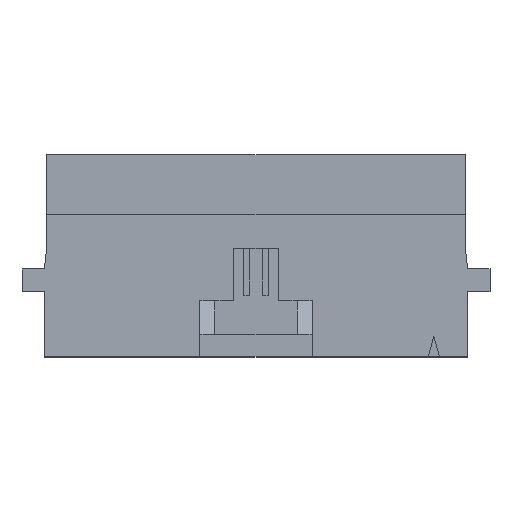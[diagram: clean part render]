
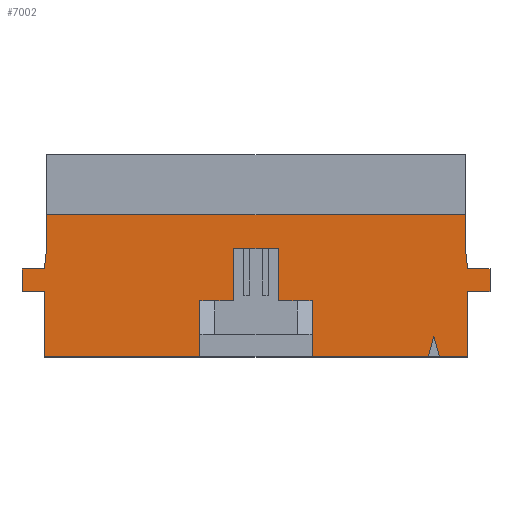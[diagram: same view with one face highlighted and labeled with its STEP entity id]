
A CAD part, top view. The second image highlights one B-rep face of the part: STEP entity #7002.
In plain terms, the highlighted planar face has unit normal (0, 0, 1).
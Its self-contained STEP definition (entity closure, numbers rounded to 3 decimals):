
#340=FACE_OUTER_BOUND($,#835,.T.);
#835=EDGE_LOOP($,(#4903,#4904,#4905,#4906,#4907,#4908,#4909,#4910,#4911,
#4912,#4913,#4914,#4915,#4916,#4917,#4918,#4919,#4920,#4921,#4922,#4923,
#4924,#4925,#4926,#4927,#4928,#4929));
#1401=LINE($,#10433,#2244);
#1405=LINE($,#10441,#2248);
#1409=LINE($,#10449,#2252);
#1481=LINE($,#10618,#2324);
#1494=LINE($,#10643,#2337);
#1497=LINE($,#10649,#2340);
#1500=LINE($,#10654,#2343);
#1501=LINE($,#10656,#2344);
#1502=LINE($,#10659,#2345);
#1503=LINE($,#10661,#2346);
#1504=LINE($,#10663,#2347);
#1505=LINE($,#10665,#2348);
#1506=LINE($,#10667,#2349);
#1507=LINE($,#10669,#2350);
#1508=LINE($,#10671,#2351);
#1509=LINE($,#10673,#2352);
#1510=LINE($,#10675,#2353);
#1511=LINE($,#10677,#2354);
#1512=LINE($,#10679,#2355);
#1513=LINE($,#10681,#2356);
#1514=LINE($,#10683,#2357);
#1515=LINE($,#10684,#2358);
#1516=LINE($,#10686,#2359);
#1517=LINE($,#10687,#2360);
#1518=LINE($,#10689,#2361);
#1519=LINE($,#10690,#2362);
#1520=LINE($,#10691,#2363);
#2244=VECTOR($,#8336,1.905);
#2248=VECTOR($,#8340,7.874);
#2252=VECTOR($,#8344,10.541);
#2324=VECTOR($,#8492,3.556);
#2337=VECTOR($,#8507,3.048);
#2340=VECTOR($,#8512,3.556);
#2343=VECTOR($,#8519,1.27);
#2344=VECTOR($,#8522,1.27);
#2345=VECTOR($,#8525,1.472);
#2346=VECTOR($,#8526,4.445);
#2347=VECTOR($,#8527,1.524);
#2348=VECTOR($,#8528,1.524);
#2349=VECTOR($,#8529,1.524);
#2350=VECTOR($,#8530,1.458);
#2351=VECTOR($,#8531,2.233);
#2352=VECTOR($,#8532,28.397);
#2353=VECTOR($,#8533,2.233);
#2354=VECTOR($,#8534,1.458);
#2355=VECTOR($,#8535,1.524);
#2356=VECTOR($,#8536,1.524);
#2357=VECTOR($,#8537,1.524);
#2358=VECTOR($,#8538,4.445);
#2359=VECTOR($,#8539,3.81);
#2360=VECTOR($,#8540,1.016);
#2361=VECTOR($,#8541,1.016);
#2362=VECTOR($,#8542,3.81);
#2363=VECTOR($,#8543,1.472);
#3080=VERTEX_POINT($,#10430);
#3081=VERTEX_POINT($,#10432);
#3084=VERTEX_POINT($,#10438);
#3085=VERTEX_POINT($,#10440);
#3088=VERTEX_POINT($,#10446);
#3089=VERTEX_POINT($,#10448);
#3139=VERTEX_POINT($,#10591);
#3144=VERTEX_POINT($,#10605);
#3147=VERTEX_POINT($,#10615);
#3148=VERTEX_POINT($,#10617);
#3159=VERTEX_POINT($,#10642);
#3161=VERTEX_POINT($,#10648);
#3162=VERTEX_POINT($,#10658);
#3163=VERTEX_POINT($,#10660);
#3164=VERTEX_POINT($,#10662);
#3165=VERTEX_POINT($,#10664);
#3166=VERTEX_POINT($,#10666);
#3167=VERTEX_POINT($,#10668);
#3168=VERTEX_POINT($,#10670);
#3169=VERTEX_POINT($,#10672);
#3170=VERTEX_POINT($,#10674);
#3171=VERTEX_POINT($,#10676);
#3172=VERTEX_POINT($,#10678);
#3173=VERTEX_POINT($,#10680);
#3174=VERTEX_POINT($,#10682);
#3175=VERTEX_POINT($,#10685);
#3176=VERTEX_POINT($,#10688);
#3746=EDGE_CURVE($,#3081,#3080,#1401,.T.);
#3750=EDGE_CURVE($,#3085,#3084,#1405,.T.);
#3754=EDGE_CURVE($,#3089,#3088,#1409,.T.);
#3839=EDGE_CURVE($,#3147,#3148,#1481,.T.);
#3852=EDGE_CURVE($,#3148,#3159,#1494,.T.);
#3855=EDGE_CURVE($,#3159,#3161,#1497,.T.);
#3858=EDGE_CURVE($,#3139,#3161,#1500,.T.);
#3859=EDGE_CURVE($,#3147,#3144,#1501,.T.);
#3860=EDGE_CURVE($,#3081,#3162,#1502,.T.);
#3861=EDGE_CURVE($,#3080,#3163,#1503,.T.);
#3862=EDGE_CURVE($,#3163,#3164,#1504,.T.);
#3863=EDGE_CURVE($,#3164,#3165,#1505,.T.);
#3864=EDGE_CURVE($,#3165,#3166,#1506,.T.);
#3865=EDGE_CURVE($,#3166,#3167,#1507,.T.);
#3866=EDGE_CURVE($,#3167,#3168,#1508,.T.);
#3867=EDGE_CURVE($,#3169,#3168,#1509,.T.);
#3868=EDGE_CURVE($,#3169,#3170,#1510,.T.);
#3869=EDGE_CURVE($,#3170,#3171,#1511,.T.);
#3870=EDGE_CURVE($,#3171,#3172,#1512,.T.);
#3871=EDGE_CURVE($,#3172,#3173,#1513,.T.);
#3872=EDGE_CURVE($,#3173,#3174,#1514,.T.);
#3873=EDGE_CURVE($,#3174,#3089,#1515,.T.);
#3874=EDGE_CURVE($,#3088,#3175,#1516,.T.);
#3875=EDGE_CURVE($,#3175,#3139,#1517,.T.);
#3876=EDGE_CURVE($,#3144,#3176,#1518,.T.);
#3877=EDGE_CURVE($,#3085,#3176,#1519,.T.);
#3878=EDGE_CURVE($,#3162,#3084,#1520,.T.);
#4903=ORIENTED_EDGE($,*,*,#3860,.F.);
#4904=ORIENTED_EDGE($,*,*,#3746,.T.);
#4905=ORIENTED_EDGE($,*,*,#3861,.T.);
#4906=ORIENTED_EDGE($,*,*,#3862,.T.);
#4907=ORIENTED_EDGE($,*,*,#3863,.T.);
#4908=ORIENTED_EDGE($,*,*,#3864,.T.);
#4909=ORIENTED_EDGE($,*,*,#3865,.T.);
#4910=ORIENTED_EDGE($,*,*,#3866,.T.);
#4911=ORIENTED_EDGE($,*,*,#3867,.F.);
#4912=ORIENTED_EDGE($,*,*,#3868,.T.);
#4913=ORIENTED_EDGE($,*,*,#3869,.T.);
#4914=ORIENTED_EDGE($,*,*,#3870,.T.);
#4915=ORIENTED_EDGE($,*,*,#3871,.T.);
#4916=ORIENTED_EDGE($,*,*,#3872,.T.);
#4917=ORIENTED_EDGE($,*,*,#3873,.T.);
#4918=ORIENTED_EDGE($,*,*,#3754,.T.);
#4919=ORIENTED_EDGE($,*,*,#3874,.T.);
#4920=ORIENTED_EDGE($,*,*,#3875,.T.);
#4921=ORIENTED_EDGE($,*,*,#3858,.T.);
#4922=ORIENTED_EDGE($,*,*,#3855,.F.);
#4923=ORIENTED_EDGE($,*,*,#3852,.F.);
#4924=ORIENTED_EDGE($,*,*,#3839,.F.);
#4925=ORIENTED_EDGE($,*,*,#3859,.T.);
#4926=ORIENTED_EDGE($,*,*,#3876,.T.);
#4927=ORIENTED_EDGE($,*,*,#3877,.F.);
#4928=ORIENTED_EDGE($,*,*,#3750,.T.);
#4929=ORIENTED_EDGE($,*,*,#3878,.F.);
#6551=PLANE($,#7682);
#7002=ADVANCED_FACE($,(#340),#6551,.T.);
#7682=AXIS2_PLACEMENT_3D($,#10657,#8523,#8524);
#8336=DIRECTION($,(1.,0.,0.));
#8340=DIRECTION($,(1.,0.,0.));
#8344=DIRECTION($,(1.,0.,0.));
#8492=DIRECTION($,(0.,1.,0.));
#8507=DIRECTION($,(-1.,0.,0.));
#8512=DIRECTION($,(0.,-1.,0.));
#8519=DIRECTION($,(1.,0.,0.));
#8522=DIRECTION($,(1.,0.,0.));
#8523=DIRECTION('center_axis',(0.,0.,1.));
#8524=DIRECTION('ref_axis',(1.,0.,0.));
#8525=DIRECTION($,(-0.259,0.966,0.));
#8526=DIRECTION($,(0.,1.,0.));
#8527=DIRECTION($,(1.,0.,0.));
#8528=DIRECTION($,(0.,1.,0.));
#8529=DIRECTION($,(-1.,0.,0.));
#8530=DIRECTION($,(-0.105,0.995,0.));
#8531=DIRECTION($,(0.,1.,0.));
#8532=DIRECTION($,(1.,0.,0.));
#8533=DIRECTION($,(0.,-1.,0.));
#8534=DIRECTION($,(-0.105,-0.995,0.));
#8535=DIRECTION($,(-1.,0.,0.));
#8536=DIRECTION($,(0.,-1.,0.));
#8537=DIRECTION($,(1.,0.,0.));
#8538=DIRECTION($,(0.,-1.,0.));
#8539=DIRECTION($,(0.,1.,0.));
#8540=DIRECTION($,(1.,0.,0.));
#8541=DIRECTION($,(1.,0.,0.));
#8542=DIRECTION($,(0.,1.,0.));
#8543=DIRECTION($,(-0.259,-0.966,0.));
#10430=CARTESIAN_POINT('',(14.351,-11.633,7.366));
#10432=CARTESIAN_POINT('',(12.446,-11.633,7.366));
#10433=CARTESIAN_POINT($,(12.446,-11.633,7.366));
#10438=CARTESIAN_POINT('',(11.684,-11.633,7.366));
#10440=CARTESIAN_POINT('',(3.81,-11.633,7.366));
#10441=CARTESIAN_POINT($,(3.81,-11.633,7.366));
#10446=CARTESIAN_POINT('',(-3.81,-11.633,7.366));
#10448=CARTESIAN_POINT('',(-14.351,-11.633,7.366));
#10449=CARTESIAN_POINT($,(-14.351,-11.633,7.366));
#10591=CARTESIAN_POINT('',(-2.794,-7.823,7.366));
#10605=CARTESIAN_POINT('',(2.794,-7.823,7.366));
#10615=CARTESIAN_POINT('',(1.524,-7.823,7.366));
#10617=CARTESIAN_POINT('',(1.524,-4.267,7.366));
#10618=CARTESIAN_POINT($,(1.524,-7.823,7.366));
#10642=CARTESIAN_POINT('',(-1.524,-4.267,7.366));
#10643=CARTESIAN_POINT($,(1.524,-4.267,7.366));
#10648=CARTESIAN_POINT('',(-1.524,-7.823,7.366));
#10649=CARTESIAN_POINT($,(-1.524,-4.267,7.366));
#10654=CARTESIAN_POINT($,(-2.794,-7.823,7.366));
#10656=CARTESIAN_POINT($,(1.524,-7.823,7.366));
#10657=CARTESIAN_POINT('Origin',(0.,-11.633,7.366));
#10658=CARTESIAN_POINT('',(12.065,-10.211,7.366));
#10659=CARTESIAN_POINT($,(12.446,-11.633,7.366));
#10660=CARTESIAN_POINT('',(14.351,-7.188,7.366));
#10661=CARTESIAN_POINT($,(14.351,-11.633,7.366));
#10662=CARTESIAN_POINT('',(15.875,-7.188,7.366));
#10663=CARTESIAN_POINT($,(14.351,-7.188,7.366));
#10664=CARTESIAN_POINT('',(15.875,-5.664,7.366));
#10665=CARTESIAN_POINT($,(15.875,-7.188,7.366));
#10666=CARTESIAN_POINT('',(14.351,-5.664,7.366));
#10667=CARTESIAN_POINT($,(15.875,-5.664,7.366));
#10668=CARTESIAN_POINT('',(14.199,-4.214,7.366));
#10669=CARTESIAN_POINT($,(14.351,-5.664,7.366));
#10670=CARTESIAN_POINT('',(14.199,-1.981,7.366));
#10671=CARTESIAN_POINT($,(14.199,-4.214,7.366));
#10672=CARTESIAN_POINT('',(-14.199,-1.981,7.366));
#10673=CARTESIAN_POINT($,(-14.199,-1.981,7.366));
#10674=CARTESIAN_POINT('',(-14.199,-4.214,7.366));
#10675=CARTESIAN_POINT($,(-14.199,-1.981,7.366));
#10676=CARTESIAN_POINT('',(-14.351,-5.664,7.366));
#10677=CARTESIAN_POINT($,(-14.199,-4.214,7.366));
#10678=CARTESIAN_POINT('',(-15.875,-5.664,7.366));
#10679=CARTESIAN_POINT($,(-14.351,-5.664,7.366));
#10680=CARTESIAN_POINT('',(-15.875,-7.188,7.366));
#10681=CARTESIAN_POINT($,(-15.875,-5.664,7.366));
#10682=CARTESIAN_POINT('',(-14.351,-7.188,7.366));
#10683=CARTESIAN_POINT($,(-15.875,-7.188,7.366));
#10684=CARTESIAN_POINT($,(-14.351,-7.188,7.366));
#10685=CARTESIAN_POINT('',(-3.81,-7.823,7.366));
#10686=CARTESIAN_POINT($,(-3.81,-11.633,7.366));
#10687=CARTESIAN_POINT($,(-3.81,-7.823,7.366));
#10688=CARTESIAN_POINT('',(3.81,-7.823,7.366));
#10689=CARTESIAN_POINT($,(2.794,-7.823,7.366));
#10690=CARTESIAN_POINT($,(3.81,-11.633,7.366));
#10691=CARTESIAN_POINT($,(12.065,-10.211,7.366));
